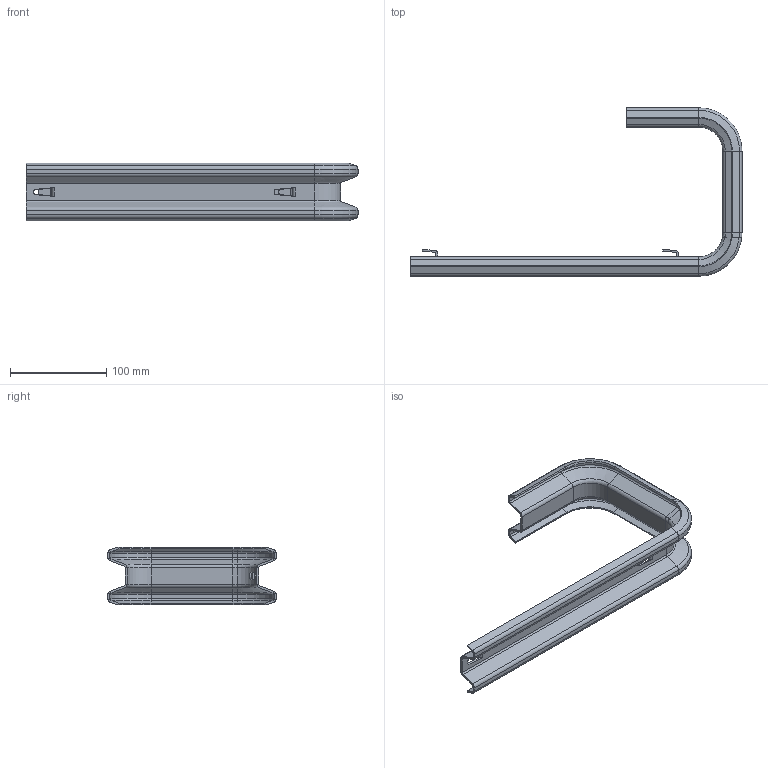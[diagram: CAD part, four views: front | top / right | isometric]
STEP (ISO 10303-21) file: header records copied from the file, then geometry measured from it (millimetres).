
FILE_DESCRIPTION (( 'STEP AP214' ), '1' );
FILE_NAME ('6365985.stp', '2016-08-23T11:09:09', ( '' ), ( '' ), 'SwSTEP 2.0', 'SolidWorks 2014', '' );
FILE_SCHEMA (( 'AUTOMOTIVE_DESIGN' ));
Length unit declared in the file: millimetre
Products named in the file (1): 6365985
Bounding box: 345 x 175 x 60 mm (x, y, z)
Volume: 147568.3 mm3; surface area: 151868.7 mm2
Topology: 2 solids, 2 shells, 320 faces, 696 edges, 380 vertices
Faces by surface type: plane 124, cylinder 100, torus 48, cone 40, bspline 8
Entity records: 9019 total; most frequent: CARTESIAN_POINT 2013, DIRECTION 1532, ORIENTED_EDGE 1392, EDGE_CURVE 696, AXIS2_PLACEMENT_3D 561, LINE 410, VECTOR 410, VERTEX_POINT 380
